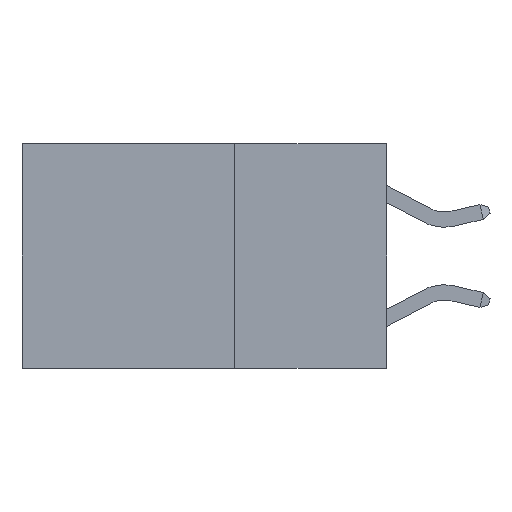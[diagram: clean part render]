
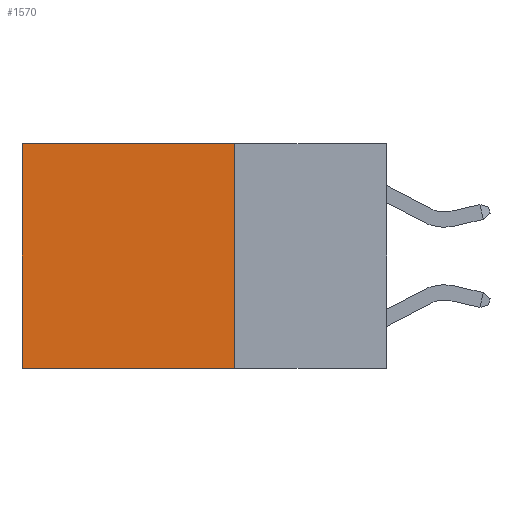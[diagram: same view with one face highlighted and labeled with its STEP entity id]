
A CAD part, left-side view. The second image highlights one B-rep face of the part: STEP entity #1570.
In plain terms, the highlighted planar face has unit normal (-1, 0, 0).
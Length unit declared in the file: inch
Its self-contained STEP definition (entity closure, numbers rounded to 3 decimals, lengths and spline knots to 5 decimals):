
#92 = DIRECTION ( 'NONE',  ( 0., 1., 0. ) ) ;
#937 = PLANE ( 'NONE',  #5986 ) ;
#1570 = ADVANCED_FACE ( 'NONE', ( #12337 ), #937, .F. ) ;
#1778 = DIRECTION ( 'NONE',  ( 0., 0., -1. ) ) ;
#2014 = CARTESIAN_POINT ( 'NONE',  ( 0.2625, 0.6, -0.37 ) ) ;
#2042 = CARTESIAN_POINT ( 'NONE',  ( 0.2625, 0.25, 0. ) ) ;
#2049 = EDGE_CURVE ( 'NONE', #12425, #5729, #10227, .T. ) ;
#2392 = VECTOR ( 'NONE', #1778, 39.37008 ) ;
#2417 = DIRECTION ( 'NONE',  ( 0., 0., -1. ) ) ;
#2828 = VERTEX_POINT ( 'NONE', #5949 ) ;
#3519 = CARTESIAN_POINT ( 'NONE',  ( 0.2625, 0.6, 0. ) ) ;
#4319 = VECTOR ( 'NONE', #92, 39.37008 ) ;
#5686 = ORIENTED_EDGE ( 'NONE', *, *, #12582, .F. ) ;
#5695 = CARTESIAN_POINT ( 'NONE',  ( 0.2625, 0.25, 0. ) ) ;
#5722 = VECTOR ( 'NONE', #12125, 39.37008 ) ;
#5729 = VERTEX_POINT ( 'NONE', #13736 ) ;
#5784 = LINE ( 'NONE', #3519, #2392 ) ;
#5949 = CARTESIAN_POINT ( 'NONE',  ( 0.2625, 0.25, -0.37 ) ) ;
#5986 = AXIS2_PLACEMENT_3D ( 'NONE', #2042, #7841, #8862 ) ;
#6499 = EDGE_LOOP ( 'NONE', ( #7842, #5686, #11024, #8602 ) ) ;
#7034 = EDGE_CURVE ( 'NONE', #5729, #11612, #5784, .T. ) ;
#7616 = CARTESIAN_POINT ( 'NONE',  ( 0.2625, 0.25, -0.37 ) ) ;
#7841 = DIRECTION ( 'NONE',  ( 1., 0., 0. ) ) ;
#7842 = ORIENTED_EDGE ( 'NONE', *, *, #7034, .T. ) ;
#8142 = LINE ( 'NONE', #9387, #11411 ) ;
#8602 = ORIENTED_EDGE ( 'NONE', *, *, #2049, .T. ) ;
#8653 = LINE ( 'NONE', #7616, #5722 ) ;
#8862 = DIRECTION ( 'NONE',  ( 0., 0., -1. ) ) ;
#9325 = CARTESIAN_POINT ( 'NONE',  ( 0.2625, 0.25, 0. ) ) ;
#9387 = CARTESIAN_POINT ( 'NONE',  ( 0.2625, 0.25, 0. ) ) ;
#10216 = EDGE_CURVE ( 'NONE', #12425, #2828, #8142, .T. ) ;
#10227 = LINE ( 'NONE', #5695, #4319 ) ;
#11024 = ORIENTED_EDGE ( 'NONE', *, *, #10216, .F. ) ;
#11411 = VECTOR ( 'NONE', #2417, 39.37008 ) ;
#11612 = VERTEX_POINT ( 'NONE', #2014 ) ;
#12125 = DIRECTION ( 'NONE',  ( 0., 1., 0. ) ) ;
#12337 = FACE_OUTER_BOUND ( 'NONE', #6499, .T. ) ;
#12425 = VERTEX_POINT ( 'NONE', #9325 ) ;
#12582 = EDGE_CURVE ( 'NONE', #2828, #11612, #8653, .T. ) ;
#13736 = CARTESIAN_POINT ( 'NONE',  ( 0.2625, 0.6, 0. ) ) ;
